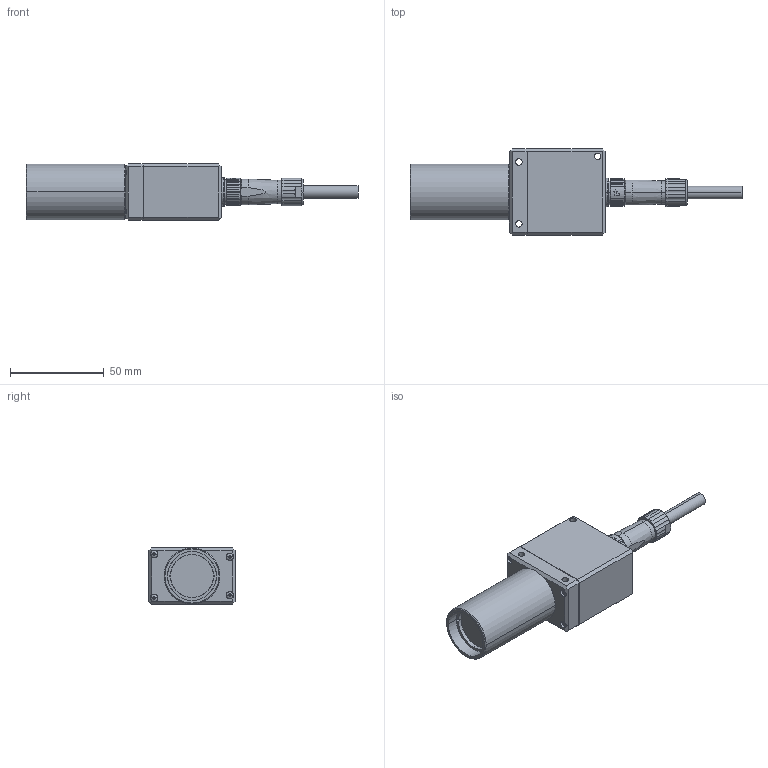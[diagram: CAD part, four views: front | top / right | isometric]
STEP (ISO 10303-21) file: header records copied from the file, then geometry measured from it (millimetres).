
FILE_DESCRIPTION(/* description */ ('VariCAD 2016-1.06 AP-214'),/* implementation_level */ '2;1');
FILE_NAME(/* name */ 'HX-D4.stp',/* time_stamp */ '2016-06-20T12:42:55+09:00',/* author */ (''),/* organization */ (''),/* preprocessor_version */ 'ST-DEVELOPER v14',/* originating_system */ 'VariCAD 2016-1.06; kernel version (20130303)',/* authorisation */ '');
FILE_SCHEMA (('AUTOMOTIVE_DESIGN'));
Length unit declared in the file: millimetre
Products named in the file (15): HX-D4
Assembly tree (14 placements, depth 2):
  HX-D4
    (unnamed)
    (unnamed)
    (unnamed)
    (unnamed)
    (unnamed)
    (unnamed)
    (unnamed)
    (unnamed)
    (unnamed)
    (unnamed)
    (unnamed)
    (unnamed)
    (unnamed)
    (unnamed)
Bounding box: 176.9 x 46 x 30 mm (x, y, z)
Volume: 109162 mm3; surface area: 21652.8 mm2
Topology: 14 solids, 14 shells, 608 faces, 1465 edges, 916 vertices
Faces by surface type: plane 251, cylinder 239, cone 74, torus 24, bspline 12, sphere 8
Entity records: 20622 total; most frequent: CARTESIAN_POINT 5894, DIRECTION 3098, ORIENTED_EDGE 2930, EDGE_CURVE 1465, AXIS2_PLACEMENT_3D 1265, VERTEX_POINT 916, EDGE_LOOP 691, CIRCLE 626
